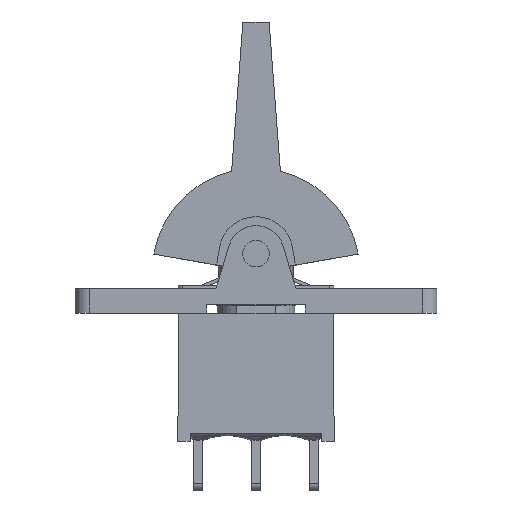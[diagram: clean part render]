
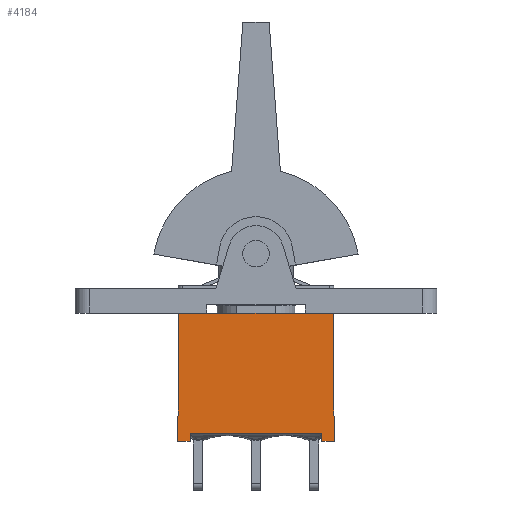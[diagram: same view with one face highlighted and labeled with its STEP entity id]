
A CAD part, front view. The second image highlights one B-rep face of the part: STEP entity #4184.
In plain terms, the highlighted planar face has unit normal (0, -1, 0.009).
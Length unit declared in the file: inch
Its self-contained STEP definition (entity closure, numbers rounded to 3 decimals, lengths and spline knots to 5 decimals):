
#522=FACE_OUTER_BOUND('',#764,.T.);
#764=EDGE_LOOP('',(#3734,#3735,#3736,#3737,#3738,#3739,#3740,#3741,#3742,
#3743,#3744,#3745));
#978=LINE('',#6541,#1379);
#1026=LINE('',#6659,#1427);
#1056=LINE('',#6735,#1457);
#1139=LINE('',#7563,#1540);
#1140=LINE('',#7565,#1541);
#1141=LINE('',#7567,#1542);
#1142=LINE('',#7569,#1543);
#1143=LINE('',#7571,#1544);
#1144=LINE('',#7573,#1545);
#1145=LINE('',#7574,#1546);
#1379=VECTOR('',#5156,0.3937);
#1427=VECTOR('',#5246,0.3937);
#1457=VECTOR('',#5338,0.3937);
#1540=VECTOR('',#5597,0.3937);
#1541=VECTOR('',#5598,0.3937);
#1542=VECTOR('',#5599,0.3937);
#1543=VECTOR('',#5600,0.3937);
#1544=VECTOR('',#5601,0.3937);
#1545=VECTOR('',#5602,0.3937);
#1546=VECTOR('',#5603,0.3937);
#1599=ELLIPSE('',#4551,0.00394,0.00394);
#1601=ELLIPSE('',#4554,0.00394,0.00394);
#1803=VERTEX_POINT('',#6538);
#1804=VERTEX_POINT('',#6540);
#1852=VERTEX_POINT('',#6656);
#1853=VERTEX_POINT('',#6658);
#1977=VERTEX_POINT('',#7554);
#1979=VERTEX_POINT('',#7560);
#1980=VERTEX_POINT('',#7562);
#1981=VERTEX_POINT('',#7564);
#1982=VERTEX_POINT('',#7566);
#1983=VERTEX_POINT('',#7568);
#1984=VERTEX_POINT('',#7570);
#1985=VERTEX_POINT('',#7572);
#2312=EDGE_CURVE('',#1804,#1803,#978,.T.);
#2373=EDGE_CURVE('',#1853,#1852,#1026,.T.);
#2410=EDGE_CURVE('',#1852,#1804,#1056,.T.);
#2574=EDGE_CURVE('',#1853,#1977,#1599,.T.);
#2577=EDGE_CURVE('',#1979,#1803,#1601,.T.);
#2578=EDGE_CURVE('',#1980,#1979,#1139,.T.);
#2579=EDGE_CURVE('',#1981,#1980,#1140,.T.);
#2580=EDGE_CURVE('',#1981,#1982,#1141,.T.);
#2581=EDGE_CURVE('',#1982,#1983,#1142,.T.);
#2582=EDGE_CURVE('',#1983,#1984,#1143,.T.);
#2583=EDGE_CURVE('',#1985,#1984,#1144,.T.);
#2584=EDGE_CURVE('',#1985,#1977,#1145,.T.);
#3734=ORIENTED_EDGE('',*,*,#2574,.F.);
#3735=ORIENTED_EDGE('',*,*,#2373,.T.);
#3736=ORIENTED_EDGE('',*,*,#2410,.T.);
#3737=ORIENTED_EDGE('',*,*,#2312,.T.);
#3738=ORIENTED_EDGE('',*,*,#2577,.F.);
#3739=ORIENTED_EDGE('',*,*,#2578,.F.);
#3740=ORIENTED_EDGE('',*,*,#2579,.F.);
#3741=ORIENTED_EDGE('',*,*,#2580,.T.);
#3742=ORIENTED_EDGE('',*,*,#2581,.T.);
#3743=ORIENTED_EDGE('',*,*,#2582,.T.);
#3744=ORIENTED_EDGE('',*,*,#2583,.F.);
#3745=ORIENTED_EDGE('',*,*,#2584,.T.);
#3968=PLANE('',#4553);
#4184=ADVANCED_FACE('',(#522),#3968,.T.);
#4551=AXIS2_PLACEMENT_3D('',#7555,#5588,#5589);
#4553=AXIS2_PLACEMENT_3D('',#7559,#5593,#5594);
#4554=AXIS2_PLACEMENT_3D('',#7561,#5595,#5596);
#5156=DIRECTION('',(-1.,0.,0.));
#5246=DIRECTION('',(-1.,0.,0.));
#5338=DIRECTION('',(-1.,0.,0.));
#5588=DIRECTION('center_axis',(0.,1.,
-0.009));
#5589=DIRECTION('ref_axis',(0.,0.009,1.));
#5593=DIRECTION('center_axis',(0.,-1.,
0.009));
#5594=DIRECTION('ref_axis',(1.,0.,0.));
#5595=DIRECTION('center_axis',(0.,1.,
-0.009));
#5596=DIRECTION('ref_axis',(0.,0.009,1.));
#5597=DIRECTION('',(0.009,0.009,1.));
#5598=DIRECTION('',(-1.,0.,0.));
#5599=DIRECTION('',(0.,0.009,1.));
#5600=DIRECTION('',(1.,0.,0.));
#5601=DIRECTION('',(0.,-0.009,-1.));
#5602=DIRECTION('',(-1.,0.,0.));
#5603=DIRECTION('',(-0.009,0.009,1.));
#6538=CARTESIAN_POINT('',(-0.24252,-0.12635,0.40945));
#6540=CARTESIAN_POINT('',(-0.15748,-0.12635,0.40945));
#6541=CARTESIAN_POINT('',(0.25,-0.12635,0.40945));
#6656=CARTESIAN_POINT('',(0.15748,-0.12635,0.40945));
#6658=CARTESIAN_POINT('',(0.24252,-0.12635,0.40945));
#6659=CARTESIAN_POINT('',(0.25,-0.12635,0.40945));
#6735=CARTESIAN_POINT('',(0.25,-0.12635,0.40945));
#7554=CARTESIAN_POINT('',(0.24646,-0.12638,0.40555));
#7555=CARTESIAN_POINT('Origin',(0.24252,-0.12638,0.40551));
#7559=CARTESIAN_POINT('Origin',(0.25,-0.12992,0.));
#7560=CARTESIAN_POINT('',(-0.24646,-0.12638,0.40555));
#7561=CARTESIAN_POINT('Origin',(-0.24252,-0.12638,0.40551));
#7562=CARTESIAN_POINT('',(-0.25,-0.12992,0.));
#7563=CARTESIAN_POINT('',(-0.24998,-0.1299,0.00218));
#7564=CARTESIAN_POINT('',(-0.21063,-0.12992,0.));
#7565=CARTESIAN_POINT('',(0.25,-0.12992,0.));
#7566=CARTESIAN_POINT('',(-0.21063,-0.1297,0.02559));
#7567=CARTESIAN_POINT('',(-0.21063,-0.12992,0.00007));
#7568=CARTESIAN_POINT('',(0.21063,-0.1297,0.02559));
#7569=CARTESIAN_POINT('',(0.125,-0.1297,0.02559));
#7570=CARTESIAN_POINT('',(0.21063,-0.12992,0.));
#7571=CARTESIAN_POINT('',(0.21063,-0.12992,0.));
#7572=CARTESIAN_POINT('',(0.25,-0.12992,0.));
#7573=CARTESIAN_POINT('',(0.25,-0.12992,0.));
#7574=CARTESIAN_POINT('',(0.24999,-0.12991,0.00113));
